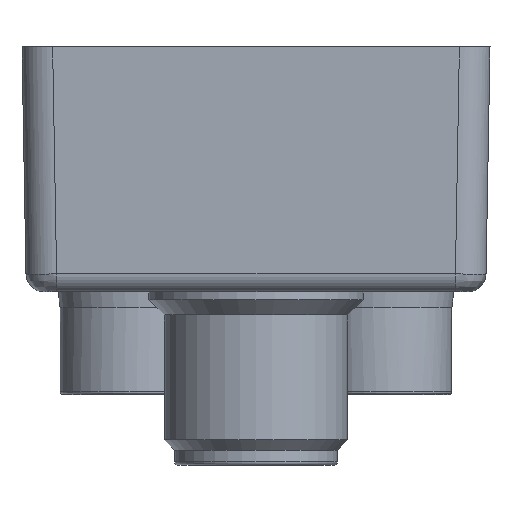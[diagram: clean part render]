
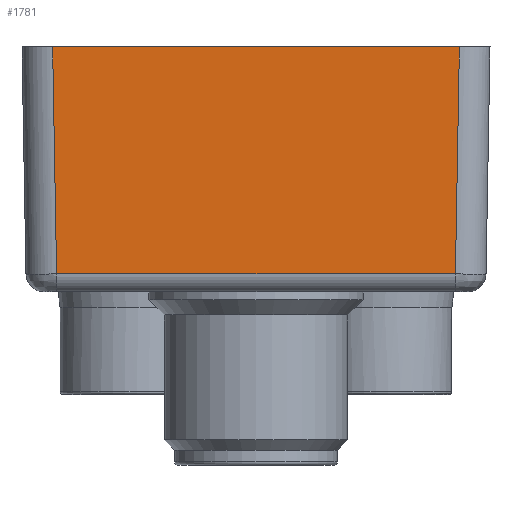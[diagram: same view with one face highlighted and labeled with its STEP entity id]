
A CAD part, front view. The second image highlights one B-rep face of the part: STEP entity #1781.
In plain terms, the highlighted planar face has unit normal (0, -1, -0.018).
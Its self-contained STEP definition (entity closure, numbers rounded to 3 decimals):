
#150=PLANE('',#6539);
#270=FACE_OUTER_BOUND('',#2476,.T.);
#794=LINE('',#11431,#1174);
#795=LINE('',#11434,#1175);
#796=LINE('',#11436,#1176);
#797=LINE('',#11438,#1177);
#1174=VECTOR('',#7492,1.);
#1175=VECTOR('',#7493,1.);
#1176=VECTOR('',#7494,1.);
#1177=VECTOR('',#7495,1.);
#1781=ADVANCED_FACE('',(#270),#150,.F.);
#2476=EDGE_LOOP('',(#3145,#3146,#3147,#3148));
#3145=ORIENTED_EDGE('',*,*,#5416,.T.);
#3146=ORIENTED_EDGE('',*,*,#5417,.T.);
#3147=ORIENTED_EDGE('',*,*,#5418,.T.);
#3148=ORIENTED_EDGE('',*,*,#5419,.T.);
#4855=VERTEX_POINT('',#11432);
#4856=VERTEX_POINT('',#11433);
#4857=VERTEX_POINT('',#11435);
#4858=VERTEX_POINT('',#11437);
#5416=EDGE_CURVE('',#4855,#4856,#794,.T.);
#5417=EDGE_CURVE('',#4856,#4857,#795,.T.);
#5418=EDGE_CURVE('',#4857,#4858,#796,.T.);
#5419=EDGE_CURVE('',#4858,#4855,#797,.T.);
#6539=AXIS2_PLACEMENT_3D('',#11439,#7496,#7497);
#7492=DIRECTION('',(-1.,0.,0.));
#7493=DIRECTION('',(0.017,0.017,-1.));
#7494=DIRECTION('',(1.,0.,0.));
#7495=DIRECTION('',(0.017,-0.017,1.));
#7496=DIRECTION('',(0.,1.,0.017));
#7497=DIRECTION('',(0.,0.017,-1.));
#11431=CARTESIAN_POINT('',(0.,2.121,16.));
#11432=CARTESIAN_POINT('',(-1.72,2.121,16.));
#11433=CARTESIAN_POINT('',(-28.28,2.121,16.));
#11434=CARTESIAN_POINT('',(-27.993,2.408,-0.447));
#11435=CARTESIAN_POINT('',(-28.021,2.38,1.179));
#11436=CARTESIAN_POINT('',(0.,2.38,1.179));
#11437=CARTESIAN_POINT('',(-1.979,2.38,1.179));
#11438=CARTESIAN_POINT('',(-1.998,2.399,0.077));
#11439=CARTESIAN_POINT('',(0.,2.4,0.042));
